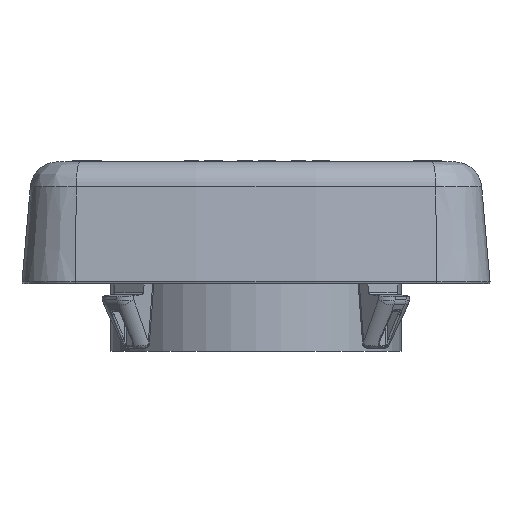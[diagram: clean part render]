
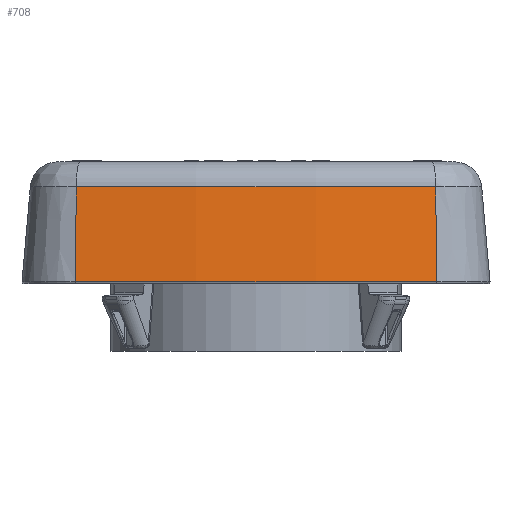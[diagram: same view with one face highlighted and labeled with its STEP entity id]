
A CAD part, left-side view. The second image highlights one B-rep face of the part: STEP entity #708.
In plain terms, the highlighted conical face has half-angle 5 degrees and reference radius 182.518 mm.
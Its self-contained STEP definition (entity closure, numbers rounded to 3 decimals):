
#342=CONICAL_SURFACE('',#39512,182.518,5.);
#708=ADVANCED_FACE('',(#4487),#342,.T.);
#4487=FACE_OUTER_BOUND('',#6528,.T.);
#6528=EDGE_LOOP('',(#18799,#18800,#18801,#18802));
#8782=LINE('',#52174,#13721);
#8783=LINE('',#52178,#13722);
#13721=VECTOR('',#42192,1.);
#13722=VECTOR('',#42197,1.);
#18799=ORIENTED_EDGE('',*,*,#33512,.F.);
#18800=ORIENTED_EDGE('',*,*,#33511,.T.);
#18801=ORIENTED_EDGE('',*,*,#33494,.F.);
#18802=ORIENTED_EDGE('',*,*,#33513,.F.);
#29837=VERTEX_POINT('',#52135);
#29839=VERTEX_POINT('',#52141);
#29847=VERTEX_POINT('',#52173);
#29848=VERTEX_POINT('',#52177);
#33494=EDGE_CURVE('',#29839,#29837,#38985,.T.);
#33511=EDGE_CURVE('',#29847,#29837,#8782,.T.);
#33512=EDGE_CURVE('',#29847,#29848,#38997,.T.);
#33513=EDGE_CURVE('',#29848,#29839,#8783,.T.);
#38985=CIRCLE('',#39490,183.033);
#38997=CIRCLE('',#39511,182.003);
#39490=AXIS2_PLACEMENT_3D('',#52140,#42147,#42148);
#39511=AXIS2_PLACEMENT_3D('',#52176,#42195,#42196);
#39512=AXIS2_PLACEMENT_3D('',#52179,#42198,#42199);
#42147=DIRECTION('',(0.,0.,-1.));
#42148=DIRECTION('',(-0.992,-0.123,0.));
#42192=DIRECTION('',(-0.086,0.011,-0.996));
#42195=DIRECTION('',(0.,0.,1.));
#42196=DIRECTION('',(-0.992,0.123,0.));
#42197=DIRECTION('',(-0.086,-0.011,-0.996));
#42198=DIRECTION('',(0.,0.,-1.));
#42199=DIRECTION('',(-1.,0.,0.));
#52135=CARTESIAN_POINT('',(-73.405,22.423,-0.383));
#52140=CARTESIAN_POINT('',(108.25,0.,-0.383));
#52141=CARTESIAN_POINT('',(-73.405,-22.423,-0.383));
#52173=CARTESIAN_POINT('',(-72.382,22.297,11.396));
#52174=CARTESIAN_POINT('',(-72.382,22.297,11.396));
#52176=CARTESIAN_POINT('',(108.25,0.,11.396));
#52177=CARTESIAN_POINT('',(-72.382,-22.297,11.396));
#52178=CARTESIAN_POINT('',(-72.382,-22.297,11.396));
#52179=CARTESIAN_POINT('',(108.25,0.,5.507));
